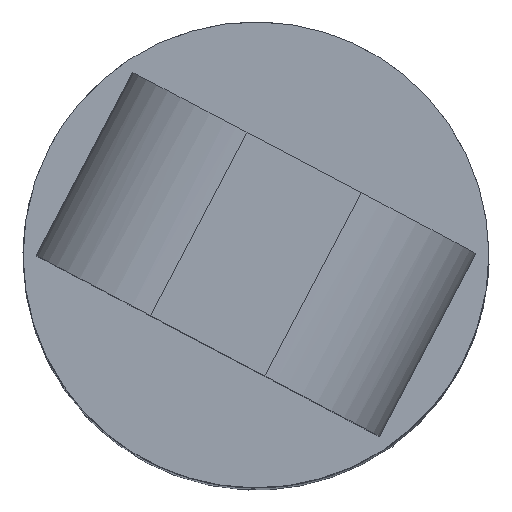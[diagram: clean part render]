
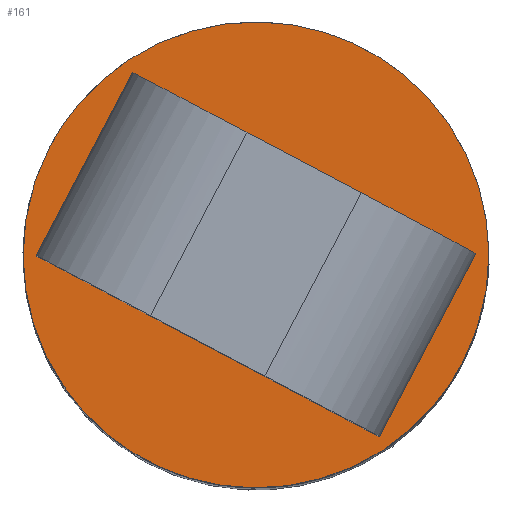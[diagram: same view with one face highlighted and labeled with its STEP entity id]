
A CAD part, top view. The second image highlights one B-rep face of the part: STEP entity #161.
In plain terms, the highlighted free-form (B-spline) face has degree [1, 1] with [2, 2] control points.
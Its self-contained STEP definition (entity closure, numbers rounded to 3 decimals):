
#82 = VERTEX_POINT('',#83);
#83 = CARTESIAN_POINT('',(25.656,-7.678,
    59.964));
#88 = EDGE_CURVE('',#89,#82,#91,.T.);
#89 = VERTEX_POINT('',#90);
#90 = CARTESIAN_POINT('',(6.364,2.485,59.964)
  );
#91 = ( BOUNDED_CURVE() B_SPLINE_CURVE(2,(#92,#93,#94,#95,#96),
.UNSPECIFIED.,.F.,.F.) B_SPLINE_CURVE_WITH_KNOTS((3,2,3),(0.,
1.571,3.142),.PIECEWISE_BEZIER_KNOTS.) CURVE() 
GEOMETRIC_REPRESENTATION_ITEM() RATIONAL_B_SPLINE_CURVE((1.,
0.707,1.,0.707,1.)) REPRESENTATION_ITEM('') );
#92 = CARTESIAN_POINT('',(6.364,2.485,59.964)
  );
#93 = CARTESIAN_POINT('',(1.283,-7.161,59.964
    ));
#94 = CARTESIAN_POINT('',(10.928,-12.242,
    59.964));
#95 = CARTESIAN_POINT('',(20.574,-17.324,
    59.964));
#96 = CARTESIAN_POINT('',(25.656,-7.678,
    59.964));
#161 = ADVANCED_FACE('',(#162,#192),#203,.T.);
#162 = FACE_BOUND('',#163,.T.);
#163 = EDGE_LOOP('',(#164,#173,#180,#187));
#164 = ORIENTED_EDGE('',*,*,#165,.F.);
#165 = EDGE_CURVE('',#166,#168,#170,.T.);
#166 = VERTEX_POINT('',#167);
#167 = CARTESIAN_POINT('',(26.307,-2.544,
    59.964));
#168 = VERTEX_POINT('',#169);
#169 = CARTESIAN_POINT('',(10.231,5.925,
    59.964));
#170 = B_SPLINE_CURVE_WITH_KNOTS('',1,(#171,#172),.UNSPECIFIED.,.F.,.F.,
  (2,2),(0.,15.),.PIECEWISE_BEZIER_KNOTS.);
#171 = CARTESIAN_POINT('',(26.307,-2.544,
    59.964));
#172 = CARTESIAN_POINT('',(10.231,5.925,
    59.964));
#173 = ORIENTED_EDGE('',*,*,#174,.F.);
#174 = EDGE_CURVE('',#175,#166,#177,.T.);
#175 = VERTEX_POINT('',#176);
#176 = CARTESIAN_POINT('',(21.79,-11.118,
    59.964));
#177 = B_SPLINE_CURVE_WITH_KNOTS('',1,(#178,#179),.UNSPECIFIED.,.F.,.F.,
  (2,2),(0.,8.),.PIECEWISE_BEZIER_KNOTS.);
#178 = CARTESIAN_POINT('',(21.79,-11.118,
    59.964));
#179 = CARTESIAN_POINT('',(26.307,-2.544,
    59.964));
#180 = ORIENTED_EDGE('',*,*,#181,.F.);
#181 = EDGE_CURVE('',#182,#175,#184,.T.);
#182 = VERTEX_POINT('',#183);
#183 = CARTESIAN_POINT('',(5.714,-2.649,
    59.964));
#184 = B_SPLINE_CURVE_WITH_KNOTS('',1,(#185,#186),.UNSPECIFIED.,.F.,.F.,
  (2,2),(-15.,0.),.PIECEWISE_BEZIER_KNOTS.);
#185 = CARTESIAN_POINT('',(5.714,-2.649,
    59.964));
#186 = CARTESIAN_POINT('',(21.79,-11.118,
    59.964));
#187 = ORIENTED_EDGE('',*,*,#188,.F.);
#188 = EDGE_CURVE('',#168,#182,#189,.T.);
#189 = B_SPLINE_CURVE_WITH_KNOTS('',1,(#190,#191),.UNSPECIFIED.,.F.,.F.,
  (2,2),(-8.,0.),.PIECEWISE_BEZIER_KNOTS.);
#190 = CARTESIAN_POINT('',(10.231,5.925,
    59.964));
#191 = CARTESIAN_POINT('',(5.714,-2.649,
    59.964));
#192 = FACE_BOUND('',#193,.T.);
#193 = EDGE_LOOP('',(#194,#195));
#194 = ORIENTED_EDGE('',*,*,#88,.T.);
#195 = ORIENTED_EDGE('',*,*,#196,.T.);
#196 = EDGE_CURVE('',#82,#89,#197,.T.);
#197 = ( BOUNDED_CURVE() B_SPLINE_CURVE(2,(#198,#199,#200,#201,#202),
.UNSPECIFIED.,.F.,.F.) B_SPLINE_CURVE_WITH_KNOTS((3,2,3),(3.142,
4.712,6.283),.PIECEWISE_BEZIER_KNOTS.) CURVE() 
GEOMETRIC_REPRESENTATION_ITEM() RATIONAL_B_SPLINE_CURVE((1.,
0.707,1.,0.707,1.)) REPRESENTATION_ITEM('') );
#198 = CARTESIAN_POINT('',(25.656,-7.678,
    59.964));
#199 = CARTESIAN_POINT('',(30.738,1.967,
    59.964));
#200 = CARTESIAN_POINT('',(21.092,7.049,
    59.964));
#201 = CARTESIAN_POINT('',(11.446,12.131,
    59.964));
#202 = CARTESIAN_POINT('',(6.364,2.485,59.964
    ));
#203 = B_SPLINE_SURFACE_WITH_KNOTS('',1,1,(
    (#204,#205)
    ,(#206,#207
    )),.UNSPECIFIED.,.F.,.F.,.F.,(2,2),(2,2),(-18.,0.),(-9.,9.),
  .PIECEWISE_BEZIER_KNOTS.);
#204 = CARTESIAN_POINT('',(30.738,1.967,
    59.964));
#205 = CARTESIAN_POINT('',(20.574,-17.324,
    59.964));
#206 = CARTESIAN_POINT('',(11.446,12.131,
    59.964));
#207 = CARTESIAN_POINT('',(1.283,-7.161,
    59.964));
